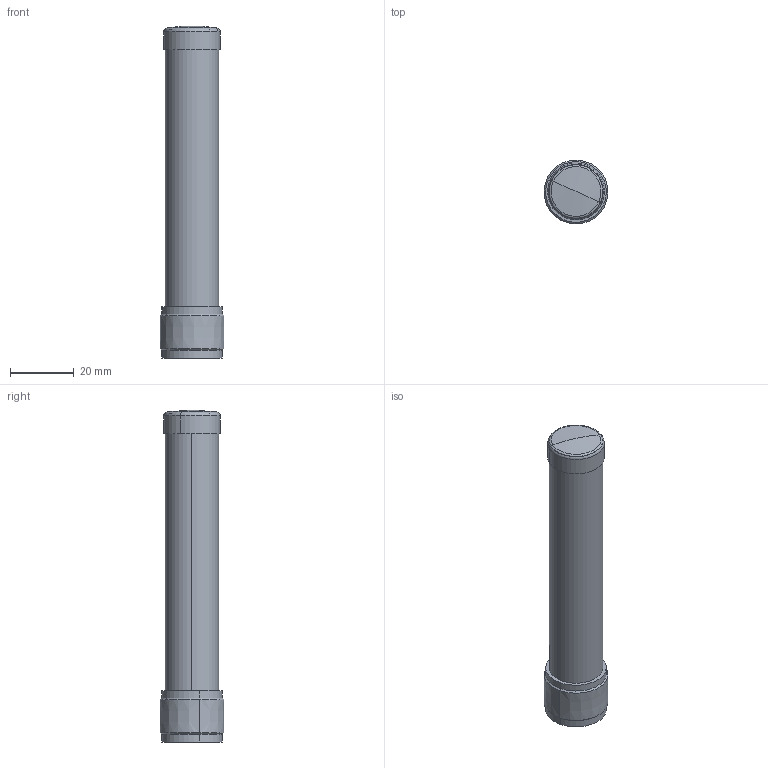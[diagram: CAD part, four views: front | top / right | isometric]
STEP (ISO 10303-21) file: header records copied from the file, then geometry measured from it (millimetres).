
FILE_DESCRIPTION (( 'STEP AP214' ), '1' );
FILE_NAME ('FM51064_3D.step', '2023-01-20T21:42:05', ( '' ), ( '' ), 'SwSTEP 2.0', 'SolidWorks 2022', '' );
FILE_SCHEMA (( 'AUTOMOTIVE_DESIGN' ));
Length unit declared in the file: inch
Products named in the file (4): FM51064; FM51064_3D; FM51064_N-Male con; FM51064_CAP
Assembly tree (3 placements, depth 2):
  FM51064_3D
    FM51064
    FM51064_CAP
    FM51064_N-Male con
Bounding box: 19.94 x 19.94 x 104.04 mm (x, y, z)
Volume: 8399.5 mm3; surface area: 12484 mm2
Topology: 3 solids, 3 shells, 51 faces, 104 edges, 66 vertices
Faces by surface type: cylinder 22, plane 13, cone 10, torus 2, sphere 2, bspline 2
Entity records: 4892 total; most frequent: CARTESIAN_POINT 3613, DIRECTION 261, ORIENTED_EDGE 208, AXIS2_PLACEMENT_3D 113, EDGE_CURVE 104, VERTEX_POINT 66, EDGE_LOOP 60, CIRCLE 58
